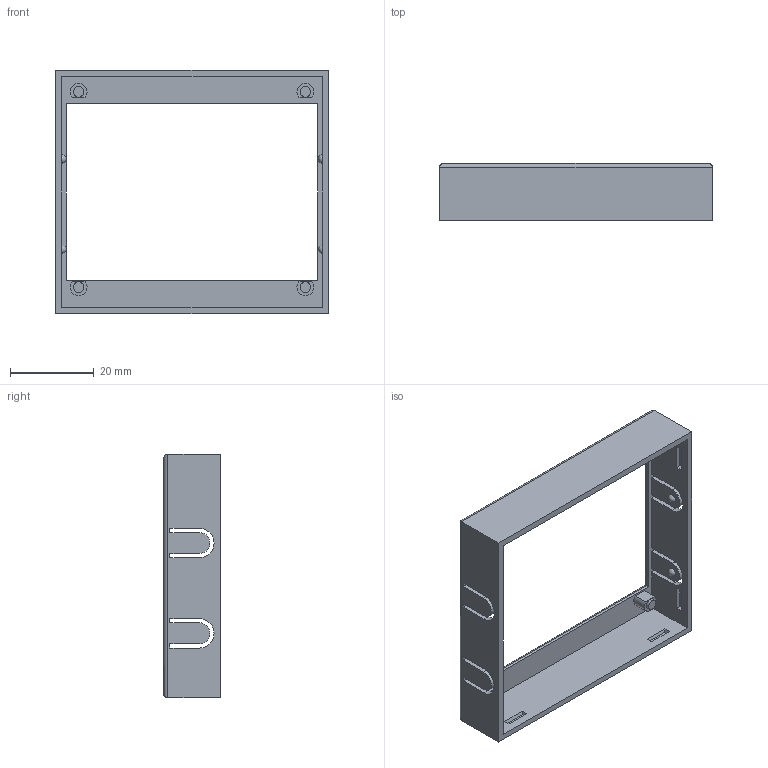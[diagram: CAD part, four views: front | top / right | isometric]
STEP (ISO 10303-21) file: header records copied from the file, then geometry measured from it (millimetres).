
FILE_DESCRIPTION (( 'STEP AP214' ), '1' );
FILE_NAME ('PixlJsCase_top.STEP', '2018-06-05T15:38:07', ( '' ), ( '' ), 'SwSTEP 2.0', 'SolidWorks 2017', '' );
FILE_SCHEMA (( 'AUTOMOTIVE_DESIGN' ));
Length unit declared in the file: millimetre
Products named in the file (1): PixlJsCase_top
Bounding box: 65 x 13.5 x 58 mm (x, y, z)
Volume: 6103.5 mm3; surface area: 9159 mm2
Topology: 1 solids, 1 shells, 204 faces, 525 edges, 350 vertices
Faces by surface type: plane 153, cylinder 30, bspline 12, cone 5, sphere 4
Entity records: 7126 total; most frequent: CARTESIAN_POINT 2227, ORIENTED_EDGE 1026, DIRECTION 916, EDGE_CURVE 513, LINE 406, VECTOR 406, VERTEX_POINT 342, AXIS2_PLACEMENT_3D 255
